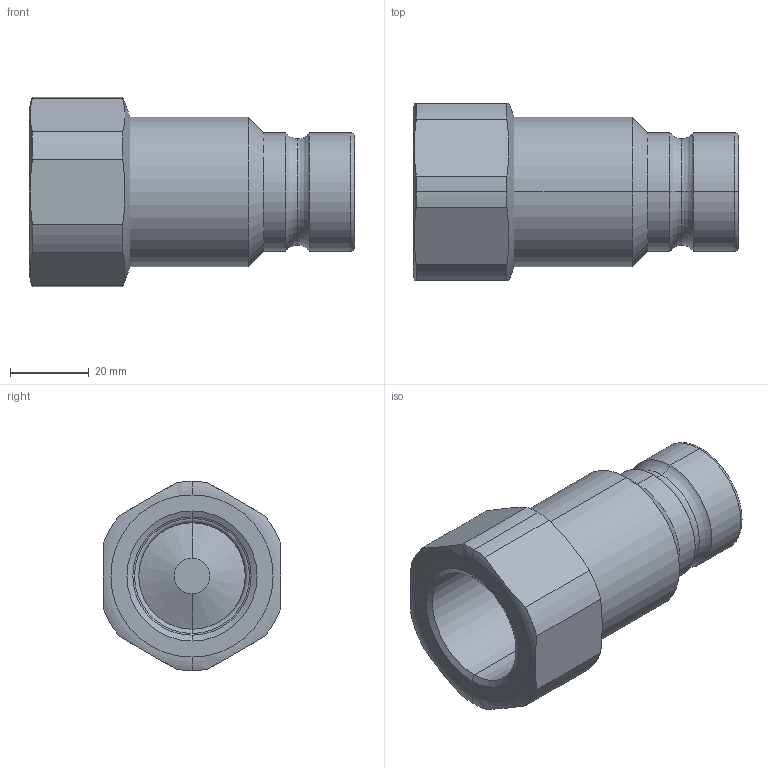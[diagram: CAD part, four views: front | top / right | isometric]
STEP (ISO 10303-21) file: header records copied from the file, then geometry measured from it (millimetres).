
FILE_DESCRIPTION (( 'STEP AP214' ), '1' );
FILE_NAME ('BF25.7105_IC_JV.STEP', '2016-10-12T15:43:45', ( '' ), ( '' ), 'SwSTEP 2.0', 'SolidWorks 2016', '' );
FILE_SCHEMA (( 'AUTOMOTIVE_DESIGN' ));
Length unit declared in the file: millimetre
Products named in the file (1): BF25.7105_IC_JV
Bounding box: 82.5 x 45 x 48 mm (x, y, z)
Volume: 78425.3 mm3; surface area: 15988.6 mm2
Topology: 1 solids, 1 shells, 53 faces, 117 edges, 68 vertices
Faces by surface type: cylinder 21, torus 12, cone 10, plane 10
Entity records: 1557 total; most frequent: CARTESIAN_POINT 327, DIRECTION 281, ORIENTED_EDGE 234, AXIS2_PLACEMENT_3D 122, EDGE_CURVE 117, CIRCLE 68, VERTEX_POINT 68, EDGE_LOOP 55
